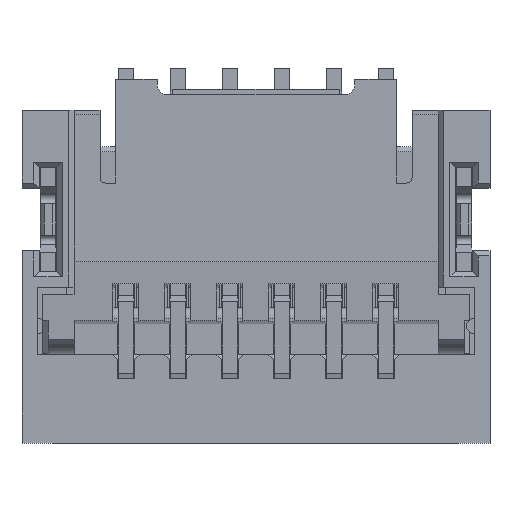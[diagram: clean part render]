
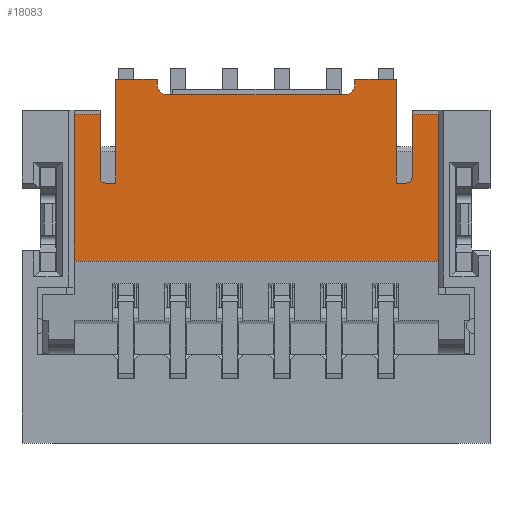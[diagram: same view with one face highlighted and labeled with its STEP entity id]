
A CAD part, top view. The second image highlights one B-rep face of the part: STEP entity #18083.
In plain terms, the highlighted planar face has unit normal (0, 0, 1).
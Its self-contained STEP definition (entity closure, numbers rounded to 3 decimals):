
#16065 = VERTEX_POINT('',#16066);
#16066 = CARTESIAN_POINT('',(-1.75,-0.4,0.9));
#16072 = EDGE_CURVE('',#16065,#16073,#16075,.T.);
#16073 = VERTEX_POINT('',#16074);
#16074 = CARTESIAN_POINT('',(1.75,-0.4,0.9));
#16075 = LINE('',#16076,#16077);
#16076 = CARTESIAN_POINT('',(-1.75,-0.4,0.9));
#16077 = VECTOR('',#16078,1.);
#16078 = DIRECTION('',(1.,0.,0.));
#17484 = EDGE_CURVE('',#16073,#17485,#17487,.T.);
#17485 = VERTEX_POINT('',#17486);
#17486 = CARTESIAN_POINT('',(1.75,1.01,0.9));
#17487 = LINE('',#17488,#17489);
#17488 = CARTESIAN_POINT('',(1.75,-0.4,0.9));
#17489 = VECTOR('',#17490,1.);
#17490 = DIRECTION('',(0.,1.,0.));
#17628 = VERTEX_POINT('',#17629);
#17629 = CARTESIAN_POINT('',(-1.5,1.01,0.9));
#17635 = EDGE_CURVE('',#17636,#17628,#17638,.T.);
#17636 = VERTEX_POINT('',#17637);
#17637 = CARTESIAN_POINT('',(-1.75,1.01,0.9));
#17638 = LINE('',#17639,#17640);
#17639 = CARTESIAN_POINT('',(-1.75,1.01,0.9));
#17640 = VECTOR('',#17641,1.);
#17641 = DIRECTION('',(1.,0.,0.));
#17699 = EDGE_CURVE('',#17700,#17485,#17702,.T.);
#17700 = VERTEX_POINT('',#17701);
#17701 = CARTESIAN_POINT('',(1.5,1.01,0.9));
#17702 = LINE('',#17703,#17704);
#17703 = CARTESIAN_POINT('',(1.5,1.01,0.9));
#17704 = VECTOR('',#17705,1.);
#17705 = DIRECTION('',(1.,0.,0.));
#18063 = EDGE_CURVE('',#18064,#17700,#18066,.T.);
#18064 = VERTEX_POINT('',#18065);
#18065 = CARTESIAN_POINT('',(1.5,0.4,0.9));
#18066 = LINE('',#18067,#18068);
#18067 = CARTESIAN_POINT('',(1.5,0.4,0.9));
#18068 = VECTOR('',#18069,1.);
#18069 = DIRECTION('',(0.,1.,0.));
#18083 = ADVANCED_FACE('',(#18084),#18211,.T.);
#18084 = FACE_BOUND('',#18085,.F.);
#18085 = EDGE_LOOP('',(#18086,#18096,#18105,#18113,#18122,#18130,#18138,
    #18146,#18154,#18161,#18162,#18163,#18164,#18165,#18171,#18172,
    #18180,#18189,#18197,#18205));
#18086 = ORIENTED_EDGE('',*,*,#18087,.T.);
#18087 = EDGE_CURVE('',#18088,#18090,#18092,.T.);
#18088 = VERTEX_POINT('',#18089);
#18089 = CARTESIAN_POINT('',(-0.95,1.35,0.9));
#18090 = VERTEX_POINT('',#18091);
#18091 = CARTESIAN_POINT('',(-0.95,1.3,0.9));
#18092 = LINE('',#18093,#18094);
#18093 = CARTESIAN_POINT('',(-0.95,1.35,0.9));
#18094 = VECTOR('',#18095,1.);
#18095 = DIRECTION('',(0.,-1.,0.));
#18096 = ORIENTED_EDGE('',*,*,#18097,.T.);
#18097 = EDGE_CURVE('',#18090,#18098,#18100,.T.);
#18098 = VERTEX_POINT('',#18099);
#18099 = CARTESIAN_POINT('',(-0.85,1.2,0.9));
#18100 = CIRCLE('',#18101,0.1);
#18101 = AXIS2_PLACEMENT_3D('',#18102,#18103,#18104);
#18102 = CARTESIAN_POINT('',(-0.85,1.3,0.9));
#18103 = DIRECTION('',(0.,0.,1.));
#18104 = DIRECTION('',(-1.,0.,0.));
#18105 = ORIENTED_EDGE('',*,*,#18106,.T.);
#18106 = EDGE_CURVE('',#18098,#18107,#18109,.T.);
#18107 = VERTEX_POINT('',#18108);
#18108 = CARTESIAN_POINT('',(0.85,1.2,0.9));
#18109 = LINE('',#18110,#18111);
#18110 = CARTESIAN_POINT('',(-0.85,1.2,0.9));
#18111 = VECTOR('',#18112,1.);
#18112 = DIRECTION('',(1.,0.,0.));
#18113 = ORIENTED_EDGE('',*,*,#18114,.T.);
#18114 = EDGE_CURVE('',#18107,#18115,#18117,.T.);
#18115 = VERTEX_POINT('',#18116);
#18116 = CARTESIAN_POINT('',(0.95,1.3,0.9));
#18117 = CIRCLE('',#18118,0.1);
#18118 = AXIS2_PLACEMENT_3D('',#18119,#18120,#18121);
#18119 = CARTESIAN_POINT('',(0.85,1.3,0.9));
#18120 = DIRECTION('',(0.,0.,1.));
#18121 = DIRECTION('',(0.,-1.,0.));
#18122 = ORIENTED_EDGE('',*,*,#18123,.F.);
#18123 = EDGE_CURVE('',#18124,#18115,#18126,.T.);
#18124 = VERTEX_POINT('',#18125);
#18125 = CARTESIAN_POINT('',(0.95,1.35,0.9));
#18126 = LINE('',#18127,#18128);
#18127 = CARTESIAN_POINT('',(0.95,1.35,0.9));
#18128 = VECTOR('',#18129,1.);
#18129 = DIRECTION('',(0.,-1.,0.));
#18130 = ORIENTED_EDGE('',*,*,#18131,.T.);
#18131 = EDGE_CURVE('',#18124,#18132,#18134,.T.);
#18132 = VERTEX_POINT('',#18133);
#18133 = CARTESIAN_POINT('',(1.35,1.35,0.9));
#18134 = LINE('',#18135,#18136);
#18135 = CARTESIAN_POINT('',(0.95,1.35,0.9));
#18136 = VECTOR('',#18137,1.);
#18137 = DIRECTION('',(1.,0.,0.));
#18138 = ORIENTED_EDGE('',*,*,#18139,.T.);
#18139 = EDGE_CURVE('',#18132,#18140,#18142,.T.);
#18140 = VERTEX_POINT('',#18141);
#18141 = CARTESIAN_POINT('',(1.35,0.35,0.9));
#18142 = LINE('',#18143,#18144);
#18143 = CARTESIAN_POINT('',(1.35,1.35,0.9));
#18144 = VECTOR('',#18145,1.);
#18145 = DIRECTION('',(0.,-1.,0.));
#18146 = ORIENTED_EDGE('',*,*,#18147,.T.);
#18147 = EDGE_CURVE('',#18140,#18148,#18150,.T.);
#18148 = VERTEX_POINT('',#18149);
#18149 = CARTESIAN_POINT('',(1.45,0.35,0.9));
#18150 = LINE('',#18151,#18152);
#18151 = CARTESIAN_POINT('',(1.35,0.35,0.9));
#18152 = VECTOR('',#18153,1.);
#18153 = DIRECTION('',(1.,0.,0.));
#18154 = ORIENTED_EDGE('',*,*,#18155,.T.);
#18155 = EDGE_CURVE('',#18148,#18064,#18156,.T.);
#18156 = CIRCLE('',#18157,0.05);
#18157 = AXIS2_PLACEMENT_3D('',#18158,#18159,#18160);
#18158 = CARTESIAN_POINT('',(1.45,0.4,0.9));
#18159 = DIRECTION('',(0.,0.,1.));
#18160 = DIRECTION('',(0.,-1.,0.));
#18161 = ORIENTED_EDGE('',*,*,#18063,.T.);
#18162 = ORIENTED_EDGE('',*,*,#17699,.T.);
#18163 = ORIENTED_EDGE('',*,*,#17484,.F.);
#18164 = ORIENTED_EDGE('',*,*,#16072,.F.);
#18165 = ORIENTED_EDGE('',*,*,#18166,.T.);
#18166 = EDGE_CURVE('',#16065,#17636,#18167,.T.);
#18167 = LINE('',#18168,#18169);
#18168 = CARTESIAN_POINT('',(-1.75,-0.4,0.9));
#18169 = VECTOR('',#18170,1.);
#18170 = DIRECTION('',(0.,1.,0.));
#18171 = ORIENTED_EDGE('',*,*,#17635,.T.);
#18172 = ORIENTED_EDGE('',*,*,#18173,.T.);
#18173 = EDGE_CURVE('',#17628,#18174,#18176,.T.);
#18174 = VERTEX_POINT('',#18175);
#18175 = CARTESIAN_POINT('',(-1.5,0.4,0.9));
#18176 = LINE('',#18177,#18178);
#18177 = CARTESIAN_POINT('',(-1.5,1.01,0.9));
#18178 = VECTOR('',#18179,1.);
#18179 = DIRECTION('',(0.,-1.,0.));
#18180 = ORIENTED_EDGE('',*,*,#18181,.T.);
#18181 = EDGE_CURVE('',#18174,#18182,#18184,.T.);
#18182 = VERTEX_POINT('',#18183);
#18183 = CARTESIAN_POINT('',(-1.45,0.35,0.9));
#18184 = CIRCLE('',#18185,0.05);
#18185 = AXIS2_PLACEMENT_3D('',#18186,#18187,#18188);
#18186 = CARTESIAN_POINT('',(-1.45,0.4,0.9));
#18187 = DIRECTION('',(0.,0.,1.));
#18188 = DIRECTION('',(-1.,0.,0.));
#18189 = ORIENTED_EDGE('',*,*,#18190,.T.);
#18190 = EDGE_CURVE('',#18182,#18191,#18193,.T.);
#18191 = VERTEX_POINT('',#18192);
#18192 = CARTESIAN_POINT('',(-1.35,0.35,0.9));
#18193 = LINE('',#18194,#18195);
#18194 = CARTESIAN_POINT('',(-1.45,0.35,0.9));
#18195 = VECTOR('',#18196,1.);
#18196 = DIRECTION('',(1.,0.,0.));
#18197 = ORIENTED_EDGE('',*,*,#18198,.F.);
#18198 = EDGE_CURVE('',#18199,#18191,#18201,.T.);
#18199 = VERTEX_POINT('',#18200);
#18200 = CARTESIAN_POINT('',(-1.35,1.35,0.9));
#18201 = LINE('',#18202,#18203);
#18202 = CARTESIAN_POINT('',(-1.35,1.35,0.9));
#18203 = VECTOR('',#18204,1.);
#18204 = DIRECTION('',(0.,-1.,0.));
#18205 = ORIENTED_EDGE('',*,*,#18206,.T.);
#18206 = EDGE_CURVE('',#18199,#18088,#18207,.T.);
#18207 = LINE('',#18208,#18209);
#18208 = CARTESIAN_POINT('',(-1.35,1.35,0.9));
#18209 = VECTOR('',#18210,1.);
#18210 = DIRECTION('',(1.,0.,0.));
#18211 = PLANE('',#18212);
#18212 = AXIS2_PLACEMENT_3D('',#18213,#18214,#18215);
#18213 = CARTESIAN_POINT('',(-2.05,1.35,0.9));
#18214 = DIRECTION('',(0.,0.,1.));
#18215 = DIRECTION('',(0.,-1.,0.));
